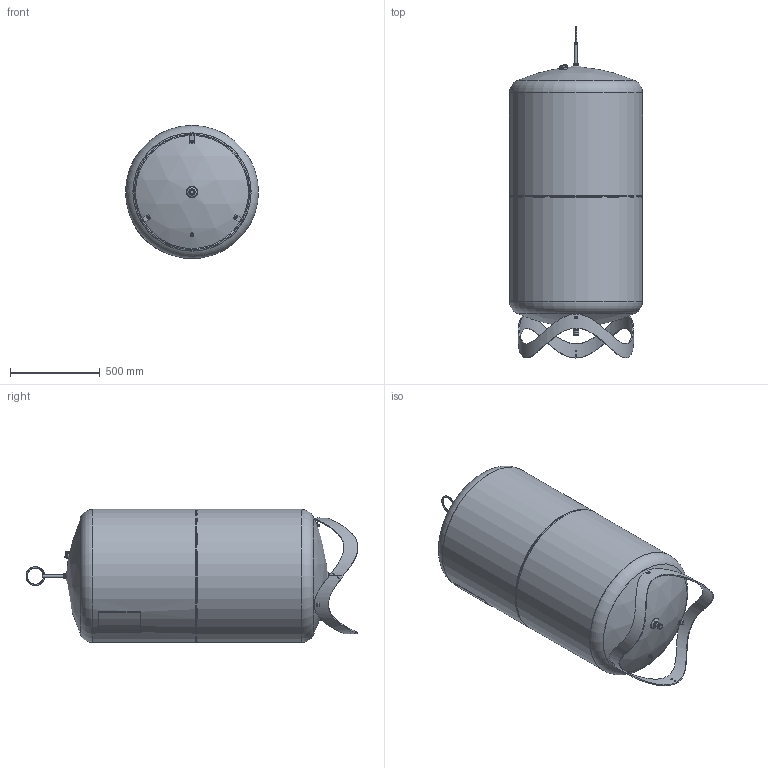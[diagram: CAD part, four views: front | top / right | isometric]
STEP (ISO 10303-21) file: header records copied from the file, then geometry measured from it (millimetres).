
FILE_DESCRIPTION((''),'2;1');
FILE_NAME('7102013_3D_1002_00_DE_FR_IT_EN_NL_UPD.stp','2015-01-08T10:46:09',('SCG'),(''),'Autodesk Inventor 2013','Autodesk Inventor 2013','');
FILE_SCHEMA(('AUTOMOTIVE_DESIGN { 1 0 10303 214 1 1 1 1 }'));
Length unit declared in the file: millimetre
Products named in the file (1): 119456
Bounding box: 740 x 1845.46 x 740.3 mm (x, y, z)
Volume: 35346271.1 mm3; surface area: 10147948.9 mm2
Topology: 6 solids, 8 shells, 420 faces, 1109 edges, 714 vertices
Faces by surface type: plane 196, cylinder 109, cone 50, torus 30, bspline 30, sphere 4, revolution 1
Full cylindrical faces by diameter (mm): 4 x20, 7.5 x2, 8 x7, 8.4 x1, 9 x2, 10 x3, 11.027 x1, 12.6 x1, 14 x1, 14.95 x1, 17.2 x1, 18 x1, 20 x2, 24.117 x1, 26.44 x1, 26.5 x1, 26.8 x3, 27 x2, 30 x1, 30.8 x4, 32 x1, 33.3 x1, 40 x1, 41 x1, 45 x1, 55 x1, 58 x1, 628 x1, 640 x1, 732 x1
Entity records: 16125 total; most frequent: CARTESIAN_POINT 6006, DIRECTION 1954, ORIENTED_EDGE 1894, EDGE_CURVE 947, AXIS2_PLACEMENT_3D 808, VERTEX_POINT 679, EDGE_LOOP 656, FACE_OUTER_BOUND 420
